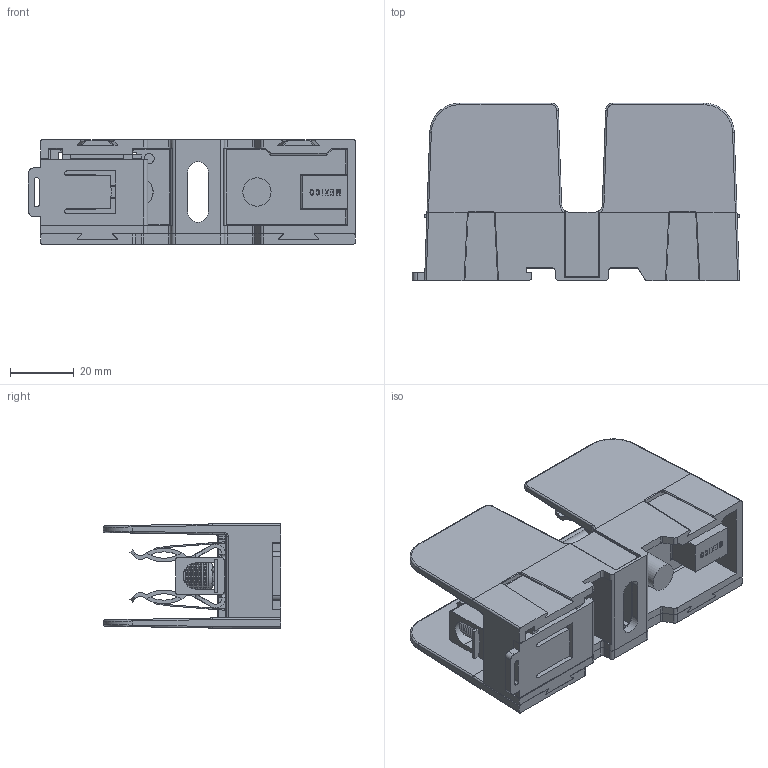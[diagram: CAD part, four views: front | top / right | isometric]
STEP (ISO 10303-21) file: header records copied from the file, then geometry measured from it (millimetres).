
FILE_DESCRIPTION (( 'STEP AP214' ), '1' );
FILE_NAME ('U71006rev-.STEP', '2013-11-12T13:28:22', ( '' ), ( '' ), 'SwSTEP 2.0', 'SolidWorks 2013', '' );
FILE_SCHEMA (( 'AUTOMOTIVE_DESIGN' ));
Length unit declared in the file: inch
Products named in the file (14): U71006rev-_1_3; U71006rev-_1_11; U71006rev-; U71006rev-_1_7; U71006rev-_1_5; U71006rev-_1_9; U71006rev-_1_2; U71006rev-_1_10; U71006rev-_1_4; U71006rev-_1_12; U71006rev-_1_6; U71006rev-_1_8; U71006rev-_1_13; U71006rev-_1
Assembly tree (13 placements, depth 2):
  U71006rev-
    U71006rev-_1_11
    U71006rev-_1_3
    U71006rev-_1
    U71006rev-_1_13
    U71006rev-_1_8
    U71006rev-_1_6
    U71006rev-_1_12
    U71006rev-_1_4
    U71006rev-_1_10
    U71006rev-_1_2
    U71006rev-_1_9
    U71006rev-_1_5
    U71006rev-_1_7
Bounding box: 102.97 x 55.88 x 32.77 mm (x, y, z)
Surface area: 54893.5 mm2 (no closed solid volume)
Topology: 0 solids, 13 shells, 1216 faces, 3338 edges, 2117 vertices
Faces by surface type: plane 545, cylinder 429, bspline 168, cone 74
Full cylindrical faces by diameter (mm): 3.175 x1, 3.962 x2, 8.382 x2, 8.89 x2, 9.474 x2
Entity records: 75441 total; most frequent: CARTESIAN_POINT 30706, ORIENTED_EDGE 6273, DIRECTION 5461, EDGE_CURVE 3175, VERTEX_POINT 2051, LINE 1823, VECTOR 1823, AXIS2_PLACEMENT_3D 1819
